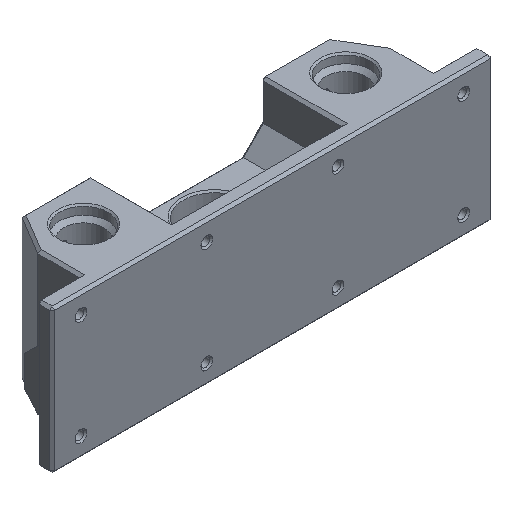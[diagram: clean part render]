
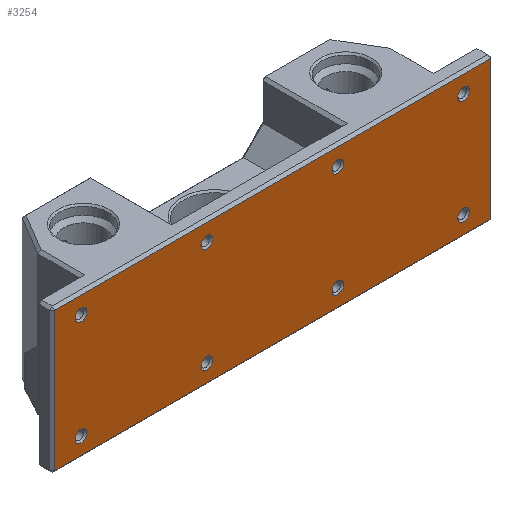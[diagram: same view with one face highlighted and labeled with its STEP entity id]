
A CAD part, isometric view. The second image highlights one B-rep face of the part: STEP entity #3254.
In plain terms, the highlighted planar face has unit normal (0, -1, 0).
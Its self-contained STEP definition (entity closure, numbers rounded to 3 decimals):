
#2233 = VERTEX_POINT('',#2234);
#2234 = CARTESIAN_POINT('',(-83.,-22.,-26.5));
#2242 = VERTEX_POINT('',#2243);
#2243 = CARTESIAN_POINT('',(83.,-22.,-26.5));
#2249 = EDGE_CURVE('',#2233,#2242,#2250,.T.);
#2250 = LINE('',#2251,#2252);
#2251 = CARTESIAN_POINT('',(-84.,-22.,-26.5));
#2252 = VECTOR('',#2253,1.);
#2253 = DIRECTION('',(1.,0.,0.));
#2522 = VERTEX_POINT('',#2523);
#2523 = CARTESIAN_POINT('',(-83.,-22.,26.5));
#2531 = VERTEX_POINT('',#2532);
#2532 = CARTESIAN_POINT('',(83.,-22.,26.5));
#2538 = EDGE_CURVE('',#2522,#2531,#2539,.T.);
#2539 = LINE('',#2540,#2541);
#2540 = CARTESIAN_POINT('',(-84.,-22.,26.5));
#2541 = VECTOR('',#2542,1.);
#2542 = DIRECTION('',(1.,0.,0.));
#3254 = ADVANCED_FACE('',(#3255,#3266,#3282,#3293,#3304,#3315,#3326,
    #3337,#3348),#3359,.F.);
#3255 = FACE_BOUND('',#3256,.F.);
#3256 = EDGE_LOOP('',(#3257));
#3257 = ORIENTED_EDGE('',*,*,#3258,.F.);
#3258 = EDGE_CURVE('',#3259,#3259,#3261,.T.);
#3259 = VERTEX_POINT('',#3260);
#3260 = CARTESIAN_POINT('',(-70.75,-22.,20.));
#3261 = CIRCLE('',#3262,2.25);
#3262 = AXIS2_PLACEMENT_3D('',#3263,#3264,#3265);
#3263 = CARTESIAN_POINT('',(-73.,-22.,20.));
#3264 = DIRECTION('',(0.,1.,0.));
#3265 = DIRECTION('',(1.,0.,0.));
#3266 = FACE_BOUND('',#3267,.F.);
#3267 = EDGE_LOOP('',(#3268,#3274,#3275,#3281));
#3268 = ORIENTED_EDGE('',*,*,#3269,.T.);
#3269 = EDGE_CURVE('',#2233,#2522,#3270,.T.);
#3270 = LINE('',#3271,#3272);
#3271 = CARTESIAN_POINT('',(-83.,-22.,-27.5));
#3272 = VECTOR('',#3273,1.);
#3273 = DIRECTION('',(0.,0.,1.));
#3274 = ORIENTED_EDGE('',*,*,#2538,.T.);
#3275 = ORIENTED_EDGE('',*,*,#3276,.F.);
#3276 = EDGE_CURVE('',#2242,#2531,#3277,.T.);
#3277 = LINE('',#3278,#3279);
#3278 = CARTESIAN_POINT('',(83.,-22.,-27.5));
#3279 = VECTOR('',#3280,1.);
#3280 = DIRECTION('',(0.,0.,1.));
#3281 = ORIENTED_EDGE('',*,*,#2249,.F.);
#3282 = FACE_BOUND('',#3283,.F.);
#3283 = EDGE_LOOP('',(#3284));
#3284 = ORIENTED_EDGE('',*,*,#3285,.F.);
#3285 = EDGE_CURVE('',#3286,#3286,#3288,.T.);
#3286 = VERTEX_POINT('',#3287);
#3287 = CARTESIAN_POINT('',(-70.75,-22.,-20.));
#3288 = CIRCLE('',#3289,2.25);
#3289 = AXIS2_PLACEMENT_3D('',#3290,#3291,#3292);
#3290 = CARTESIAN_POINT('',(-73.,-22.,-20.));
#3291 = DIRECTION('',(0.,1.,0.));
#3292 = DIRECTION('',(1.,0.,0.));
#3293 = FACE_BOUND('',#3294,.F.);
#3294 = EDGE_LOOP('',(#3295));
#3295 = ORIENTED_EDGE('',*,*,#3296,.F.);
#3296 = EDGE_CURVE('',#3297,#3297,#3299,.T.);
#3297 = VERTEX_POINT('',#3298);
#3298 = CARTESIAN_POINT('',(-22.75,-22.,20.));
#3299 = CIRCLE('',#3300,2.25);
#3300 = AXIS2_PLACEMENT_3D('',#3301,#3302,#3303);
#3301 = CARTESIAN_POINT('',(-25.,-22.,20.));
#3302 = DIRECTION('',(0.,1.,0.));
#3303 = DIRECTION('',(1.,0.,0.));
#3304 = FACE_BOUND('',#3305,.F.);
#3305 = EDGE_LOOP('',(#3306));
#3306 = ORIENTED_EDGE('',*,*,#3307,.F.);
#3307 = EDGE_CURVE('',#3308,#3308,#3310,.T.);
#3308 = VERTEX_POINT('',#3309);
#3309 = CARTESIAN_POINT('',(-22.75,-22.,-20.));
#3310 = CIRCLE('',#3311,2.25);
#3311 = AXIS2_PLACEMENT_3D('',#3312,#3313,#3314);
#3312 = CARTESIAN_POINT('',(-25.,-22.,-20.));
#3313 = DIRECTION('',(0.,1.,0.));
#3314 = DIRECTION('',(1.,0.,0.));
#3315 = FACE_BOUND('',#3316,.F.);
#3316 = EDGE_LOOP('',(#3317));
#3317 = ORIENTED_EDGE('',*,*,#3318,.F.);
#3318 = EDGE_CURVE('',#3319,#3319,#3321,.T.);
#3319 = VERTEX_POINT('',#3320);
#3320 = CARTESIAN_POINT('',(27.25,-22.,-20.));
#3321 = CIRCLE('',#3322,2.25);
#3322 = AXIS2_PLACEMENT_3D('',#3323,#3324,#3325);
#3323 = CARTESIAN_POINT('',(25.,-22.,-20.));
#3324 = DIRECTION('',(0.,1.,0.));
#3325 = DIRECTION('',(1.,0.,0.));
#3326 = FACE_BOUND('',#3327,.F.);
#3327 = EDGE_LOOP('',(#3328));
#3328 = ORIENTED_EDGE('',*,*,#3329,.F.);
#3329 = EDGE_CURVE('',#3330,#3330,#3332,.T.);
#3330 = VERTEX_POINT('',#3331);
#3331 = CARTESIAN_POINT('',(27.25,-22.,20.));
#3332 = CIRCLE('',#3333,2.25);
#3333 = AXIS2_PLACEMENT_3D('',#3334,#3335,#3336);
#3334 = CARTESIAN_POINT('',(25.,-22.,20.));
#3335 = DIRECTION('',(0.,1.,0.));
#3336 = DIRECTION('',(1.,0.,0.));
#3337 = FACE_BOUND('',#3338,.F.);
#3338 = EDGE_LOOP('',(#3339));
#3339 = ORIENTED_EDGE('',*,*,#3340,.F.);
#3340 = EDGE_CURVE('',#3341,#3341,#3343,.T.);
#3341 = VERTEX_POINT('',#3342);
#3342 = CARTESIAN_POINT('',(75.25,-22.,-20.));
#3343 = CIRCLE('',#3344,2.25);
#3344 = AXIS2_PLACEMENT_3D('',#3345,#3346,#3347);
#3345 = CARTESIAN_POINT('',(73.,-22.,-20.));
#3346 = DIRECTION('',(0.,1.,0.));
#3347 = DIRECTION('',(1.,0.,0.));
#3348 = FACE_BOUND('',#3349,.F.);
#3349 = EDGE_LOOP('',(#3350));
#3350 = ORIENTED_EDGE('',*,*,#3351,.F.);
#3351 = EDGE_CURVE('',#3352,#3352,#3354,.T.);
#3352 = VERTEX_POINT('',#3353);
#3353 = CARTESIAN_POINT('',(75.25,-22.,20.));
#3354 = CIRCLE('',#3355,2.25);
#3355 = AXIS2_PLACEMENT_3D('',#3356,#3357,#3358);
#3356 = CARTESIAN_POINT('',(73.,-22.,20.));
#3357 = DIRECTION('',(0.,1.,0.));
#3358 = DIRECTION('',(1.,0.,0.));
#3359 = PLANE('',#3360);
#3360 = AXIS2_PLACEMENT_3D('',#3361,#3362,#3363);
#3361 = CARTESIAN_POINT('',(-84.,-22.,-27.5));
#3362 = DIRECTION('',(0.,1.,0.));
#3363 = DIRECTION('',(1.,0.,0.));
